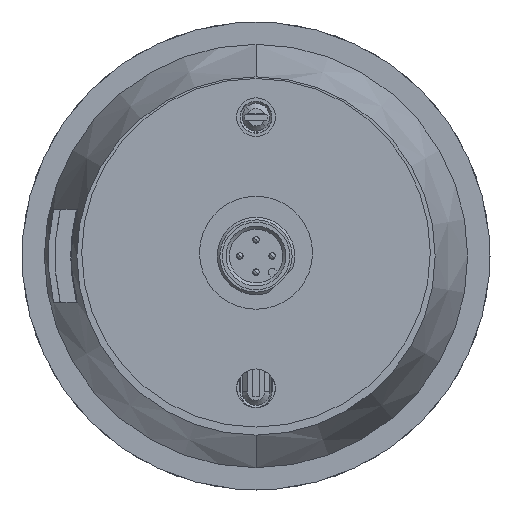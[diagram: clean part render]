
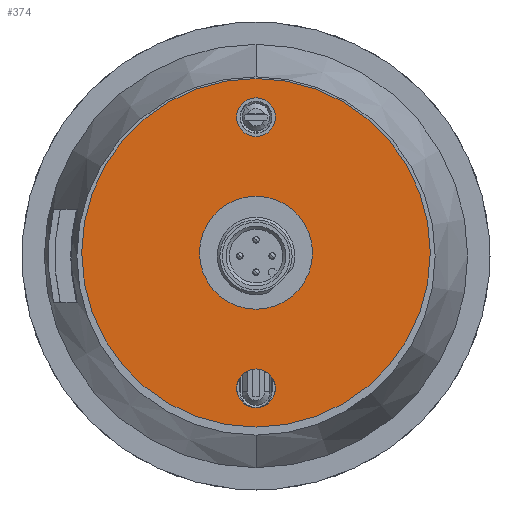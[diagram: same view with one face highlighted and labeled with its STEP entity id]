
A CAD part, front view. The second image highlights one B-rep face of the part: STEP entity #374.
In plain terms, the highlighted planar face has unit normal (0, -1, 0).
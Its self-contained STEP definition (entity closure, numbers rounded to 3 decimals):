
#374=ADVANCED_FACE('NONE',(#940,#941,#942,#943),#944,.F.);
#940=FACE_BOUND('',#1709,.T.);
#941=FACE_BOUND('',#1710,.T.);
#942=FACE_BOUND('',#1711,.T.);
#943=FACE_OUTER_BOUND('',#1712,.T.);
#944=PLANE('',#1713);
#1709=EDGE_LOOP('',(#2759,#2760));
#1710=EDGE_LOOP('',(#2761,#2762));
#1711=EDGE_LOOP('',(#2763,#2764));
#1712=EDGE_LOOP('',(#2765,#2766));
#1713=AXIS2_PLACEMENT_3D('',#2767,#2768,#2769);
#2759=ORIENTED_EDGE('',*,*,#4724,.F.);
#2760=ORIENTED_EDGE('',*,*,#4725,.F.);
#2761=ORIENTED_EDGE('',*,*,#4726,.F.);
#2762=ORIENTED_EDGE('',*,*,#4727,.F.);
#2763=ORIENTED_EDGE('',*,*,#4728,.F.);
#2764=ORIENTED_EDGE('',*,*,#4729,.F.);
#2765=ORIENTED_EDGE('',*,*,#4730,.F.);
#2766=ORIENTED_EDGE('',*,*,#4731,.F.);
#2767=CARTESIAN_POINT('',(36.25,0.,26.25));
#2768=DIRECTION('',(-0.0,1.0,0.0));
#2769=DIRECTION('',(1.0,0.0,0.0));
#4724=EDGE_CURVE('NONE',#5693,#5694,#5695,.T.);
#4725=EDGE_CURVE('NONE',#5694,#5693,#5696,.T.);
#4726=EDGE_CURVE('NONE',#5697,#5698,#5699,.T.);
#4727=EDGE_CURVE('NONE',#5698,#5697,#5700,.T.);
#4728=EDGE_CURVE('NONE',#5701,#5702,#5703,.T.);
#4729=EDGE_CURVE('NONE',#5702,#5701,#5704,.T.);
#4730=EDGE_CURVE('NONE',#5705,#5706,#5707,.T.);
#4731=EDGE_CURVE('NONE',#5706,#5705,#5708,.T.);
#5693=VERTEX_POINT('',#7089);
#5694=VERTEX_POINT('',#7090);
#5695=CIRCLE('',#7091,3.0);
#5696=CIRCLE('',#7092,3.0);
#5697=VERTEX_POINT('',#7093);
#5698=VERTEX_POINT('',#7094);
#5699=CIRCLE('',#7095,8.75);
#5700=CIRCLE('',#7096,8.75);
#5701=VERTEX_POINT('',#7097);
#5702=VERTEX_POINT('',#7098);
#5703=CIRCLE('',#7099,3.0);
#5704=CIRCLE('',#7100,3.0);
#5705=VERTEX_POINT('',#7101);
#5706=VERTEX_POINT('',#7102);
#5707=CIRCLE('',#7103,27.0);
#5708=CIRCLE('',#7104,27.0);
#7089=CARTESIAN_POINT('',(36.25,0.,60.75));
#7090=CARTESIAN_POINT('',(36.25,0.,54.75));
#7091=AXIS2_PLACEMENT_3D('',#8918,#8919,#8920);
#7092=AXIS2_PLACEMENT_3D('',#8921,#8922,#8923);
#7093=CARTESIAN_POINT('',(36.25,0.,45.5));
#7094=CARTESIAN_POINT('',(36.25,0.,28.));
#7095=AXIS2_PLACEMENT_3D('',#8924,#8925,#8926);
#7096=AXIS2_PLACEMENT_3D('',#8927,#8928,#8929);
#7097=CARTESIAN_POINT('',(36.25,0.,18.75));
#7098=CARTESIAN_POINT('',(36.25,0.,12.75));
#7099=AXIS2_PLACEMENT_3D('',#8930,#8931,#8932);
#7100=AXIS2_PLACEMENT_3D('',#8933,#8934,#8935);
#7101=CARTESIAN_POINT('',(36.25,0.,63.75));
#7102=CARTESIAN_POINT('',(36.25,0.,9.75));
#7103=AXIS2_PLACEMENT_3D('',#8936,#8937,#8938);
#7104=AXIS2_PLACEMENT_3D('',#8939,#8940,#8941);
#8918=CARTESIAN_POINT('',(36.25,0.,57.75));
#8919=DIRECTION('',(0.0,-1.0,0.0));
#8920=DIRECTION('',(1.0,0.0,0.0));
#8921=CARTESIAN_POINT('',(36.25,0.,57.75));
#8922=DIRECTION('',(0.0,-1.0,0.0));
#8923=DIRECTION('',(1.0,0.0,0.0));
#8924=CARTESIAN_POINT('',(36.25,0.,36.75));
#8925=DIRECTION('',(0.0,-1.0,0.0));
#8926=DIRECTION('',(1.0,0.0,0.0));
#8927=CARTESIAN_POINT('',(36.25,0.,36.75));
#8928=DIRECTION('',(0.0,-1.0,0.0));
#8929=DIRECTION('',(1.0,0.0,0.0));
#8930=CARTESIAN_POINT('',(36.25,0.,15.75));
#8931=DIRECTION('',(0.0,-1.0,0.0));
#8932=DIRECTION('',(1.0,0.0,0.0));
#8933=CARTESIAN_POINT('',(36.25,0.,15.75));
#8934=DIRECTION('',(0.0,-1.0,0.0));
#8935=DIRECTION('',(1.0,0.0,0.0));
#8936=CARTESIAN_POINT('',(36.25,0.,36.75));
#8937=DIRECTION('',(-0.0,1.0,0.0));
#8938=DIRECTION('',(1.0,0.0,0.0));
#8939=CARTESIAN_POINT('',(36.25,0.,36.75));
#8940=DIRECTION('',(-0.0,1.0,0.0));
#8941=DIRECTION('',(1.0,0.0,0.0));
